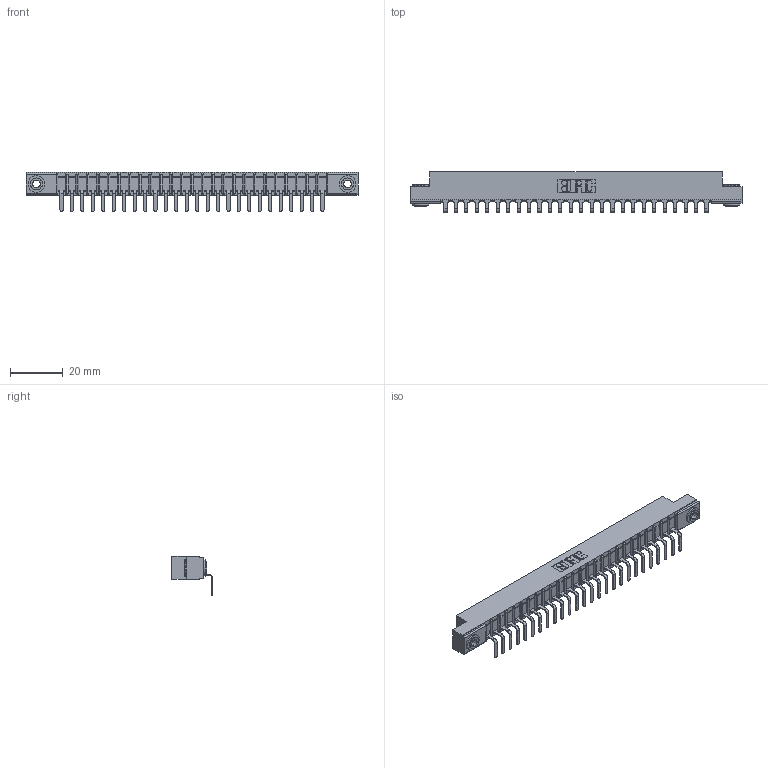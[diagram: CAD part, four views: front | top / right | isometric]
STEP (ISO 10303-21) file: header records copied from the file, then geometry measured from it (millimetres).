
FILE_DESCRIPTION (( 'STEP AP203' ), '1' );
FILE_NAME ('307-026-559-103.STEP', '2019-09-04T16:31:51', ( '' ), ( '' ), 'SwSTEP 2.0', 'SolidWorks 2016', '' );
FILE_SCHEMA (( 'CONFIG_CONTROL_DESIGN' ));
Length unit declared in the file: inch
Products named in the file (4): 307-026-559-103; 345-250-002_345-250-002-102; 307 Part_.156 Dia Mounting Holes; 307-290-001_558 559 - 1 (Single)
Assembly tree (29 placements, depth 2):
  307-026-559-103
    307 Part_.156 Dia Mounting Holes
    307-290-001_558 559 - 1 (Single)  x26
    345-250-002_345-250-002-102  x2
Bounding box: 126.03 x 15.46 x 14.81 mm (x, y, z)
Volume: 7980.4 mm3; surface area: 12953.8 mm2
Topology: 29 solids, 29 shells, 1757 faces, 4959 edges, 3194 vertices
Faces by surface type: plane 1108, cylinder 587, sphere 54, cone 8
Entity records: 25431 total; most frequent: CARTESIAN_POINT 4257, ORIENTED_EDGE 4234, DIRECTION 4165, EDGE_CURVE 2117, VECTOR 1609, LINE 1609, VERTEX_POINT 1370, AXIS2_PLACEMENT_3D 1278
